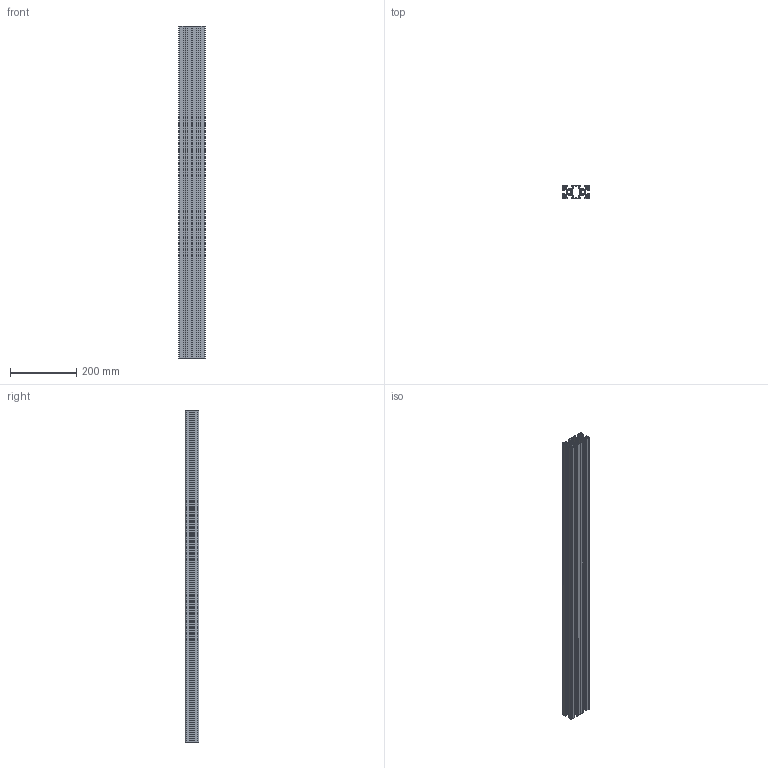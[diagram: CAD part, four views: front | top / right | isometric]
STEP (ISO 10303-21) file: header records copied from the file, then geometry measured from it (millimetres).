
FILE_DESCRIPTION (( 'STEP AP214' ), '1' );
FILE_NAME ('448L Êîíñòðóêöèîííûé ïðîôèëü 40õ80L.STEP', '2014-12-19T08:43:35', ( 'XTreme.ws' ), ( 'XTreme.ws' ), 'SwSTEP 2.0', 'SolidWorks 2014', '' );
FILE_SCHEMA (( 'AUTOMOTIVE_DESIGN' ));
Length unit declared in the file: millimetre
Products named in the file (2): 448L Êîíñòðóêöèîííûé ïðîôèëü 40õ80L
Bounding box: 80 x 40 x 1000 mm (x, y, z)
Volume: 797236.8 mm3; surface area: 943837.2 mm2
Topology: 1 solids, 1 shells, 578 faces, 1728 edges, 1152 vertices
Faces by surface type: plane 304, cylinder 274
Entity records: 19657 total; most frequent: CARTESIAN_POINT 3460, ORIENTED_EDGE 3456, DIRECTION 3436, EDGE_CURVE 1728, VECTOR 1180, LINE 1180, VERTEX_POINT 1152, AXIS2_PLACEMENT_3D 1128
